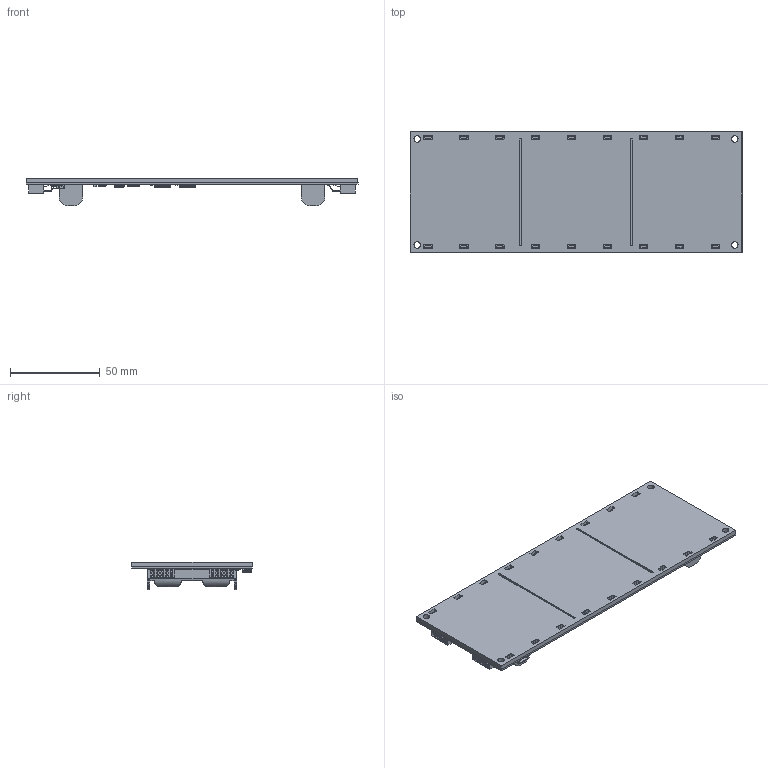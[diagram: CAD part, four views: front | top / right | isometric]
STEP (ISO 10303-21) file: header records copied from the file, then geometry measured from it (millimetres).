
FILE_DESCRIPTION(('Open CASCADE Model'),'2;1');
FILE_NAME('Open CASCADE Shape Model','2018-07-18T00:02:40',('Author'),( 'Open CASCADE'),'Open CASCADE STEP processor 6.8','Open CASCADE 6.8' ,'Unknown');
FILE_SCHEMA(('AUTOMOTIVE_DESIGN { 1 0 10303 214 1 1 1 1 }'));
Length unit declared in the file: millimetre
Products named in the file (99): PCB; Board; C6; 6186372736; Extruded; 6186372544; U7; 5867122560; Open_CASCADE_STEP_translator_6.8_1.1; Body; Open_CASCADE_STEP_translator_6.8_1.2.1; Leader; R4; 6186373120; 6186372928; DS18; Side_View_SMD_335_LED_v1; DS17; DS16; DS15; J5; SMH-105-02-X-D; J4; U6; 5867120256; Open_CASCADE_STEP_translator_6.8_1.1.1; C5; 6186371968; 6186371776; U5; 5867119296; Open_CASCADE_STEP_translator_6.8_2.1.1; U4; 5867120640; Open_CASCADE_STEP_translator_6.8_9.1; Open_CASCADE_STEP_translator_6.8_9.2.1; U3; 5867118528; Open_CASCADE_STEP_translator_6.8_15.1; Open_CASCADE_STEP_translator_6.8_15.2.1 ...
Assembly tree (200 placements, depth 5):
  PCB
    Board
    C6
      6186372736
        Extruded
      6186372544  x2
        Extruded
    U7
      5867122560
        Open_CASCADE_STEP_translator_6.8_1.1
        Body
          Open_CASCADE_STEP_translator_6.8_1.2.1
        Leader  x24
    R4
      6186373120  x2
        Extruded
      6186372928
        Extruded
    DS18
      Side_View_SMD_335_LED_v1
    DS17
      Side_View_SMD_335_LED_v1
    DS16
      Side_View_SMD_335_LED_v1
    DS15
      Side_View_SMD_335_LED_v1
    J5
      SMH-105-02-X-D
    J4
      SMH-105-02-X-D
    U6
      5867120256
        Body
          Open_CASCADE_STEP_translator_6.8_1.1.1
        Leader  x3
    C5
      6186371968
        Extruded
      6186371776  x2
        Extruded
    U5
      5867119296
        Body
          Open_CASCADE_STEP_translator_6.8_2.1.1
        Leader  x6
    U4
      5867120640
        Open_CASCADE_STEP_translator_6.8_9.1
        Body
          Open_CASCADE_STEP_translator_6.8_9.2.1
        Leader  x8
    U3
      5867118528
        Open_CASCADE_STEP_translator_6.8_15.1
        Body
          Open_CASCADE_STEP_translator_6.8_15.2.1
        Leader  x20
    J3
      A01SB741B1-267_v1
    C4
Bounding box: 184.8 x 67 x 15.53 mm (x, y, z)
Volume: 45292.6 mm3; surface area: 67381.8 mm2
Topology: 239 solids, 243 shells, 7214 faces, 17305 edges, 10668 vertices
Faces by surface type: plane 5887, cylinder 1206, sphere 64, bspline 57
Full cylindrical faces by diameter (mm): 0.5 x2, 0.512 x1, 0.562 x1, 0.7 x2, 3.6 x8, 5.4 x136
Entity records: 63035 total; most frequent: CARTESIAN_POINT 14555, DIRECTION 9591, ORIENTED_EDGE 9331, EDGE_CURVE 4667, LINE 3591, VECTOR 3591, AXIS2_PLACEMENT_3D 3000, VERTEX_POINT 2919
